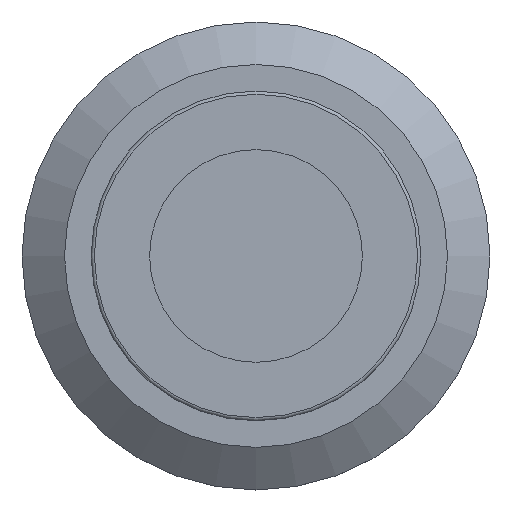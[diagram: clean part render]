
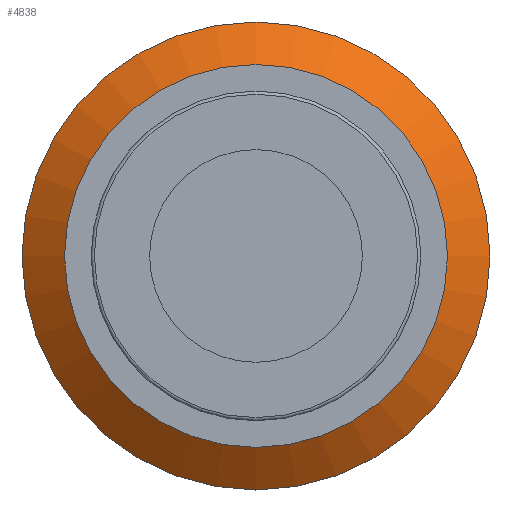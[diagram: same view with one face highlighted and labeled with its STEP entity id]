
A CAD part, top view. The second image highlights one B-rep face of the part: STEP entity #4838.
In plain terms, the highlighted conical face has half-angle 53.13 degrees and reference radius 25.4 mm.
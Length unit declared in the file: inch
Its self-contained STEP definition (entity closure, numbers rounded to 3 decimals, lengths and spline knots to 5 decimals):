
#315=CONICAL_SURFACE('',#5186,1.,0.927);
#556=FACE_OUTER_BOUND('',#810,.T.);
#810=EDGE_LOOP('',(#3396,#3397,#3398,#3399,#3400,#3401));
#1095=LINE('',#6994,#1566);
#1566=VECTOR('',#5663,1.);
#2046=CIRCLE('',#5184,0.43307);
#2047=CIRCLE('',#5185,0.43307);
#2048=CIRCLE('',#5187,0.35433);
#2049=CIRCLE('',#5188,0.35433);
#2195=VERTEX_POINT('',#6987);
#2196=VERTEX_POINT('',#6988);
#2197=VERTEX_POINT('',#6993);
#2198=VERTEX_POINT('',#6995);
#2672=EDGE_CURVE('',#2195,#2196,#2046,.T.);
#2673=EDGE_CURVE('',#2196,#2195,#2047,.T.);
#2675=EDGE_CURVE('',#2196,#2197,#1095,.T.);
#2676=EDGE_CURVE('',#2198,#2197,#2048,.T.);
#2677=EDGE_CURVE('',#2197,#2198,#2049,.T.);
#3396=ORIENTED_EDGE('',*,*,#2672,.T.);
#3397=ORIENTED_EDGE('',*,*,#2675,.T.);
#3398=ORIENTED_EDGE('',*,*,#2676,.F.);
#3399=ORIENTED_EDGE('',*,*,#2677,.F.);
#3400=ORIENTED_EDGE('',*,*,#2675,.F.);
#3401=ORIENTED_EDGE('',*,*,#2673,.T.);
#4838=ADVANCED_FACE('',(#556),#315,.T.);
#5184=AXIS2_PLACEMENT_3D('',#6989,#5656,#5657);
#5185=AXIS2_PLACEMENT_3D('',#6990,#5658,#5659);
#5186=AXIS2_PLACEMENT_3D('',#6992,#5661,#5662);
#5187=AXIS2_PLACEMENT_3D('',#6996,#5664,#5665);
#5188=AXIS2_PLACEMENT_3D('',#6997,#5666,#5667);
#5656=DIRECTION('center_axis',(0.,0.,1.));
#5657=DIRECTION('ref_axis',(0.,-1.,0.));
#5658=DIRECTION('center_axis',(0.,0.,1.));
#5659=DIRECTION('ref_axis',(0.,-1.,0.));
#5661=DIRECTION('center_axis',(0.,0.,-1.));
#5662=DIRECTION('ref_axis',(0.,-1.,0.));
#5663=DIRECTION('',(0.,-0.8,0.6));
#5664=DIRECTION('center_axis',(0.,0.,1.));
#5665=DIRECTION('ref_axis',(0.,-1.,0.));
#5666=DIRECTION('center_axis',(0.,0.,1.));
#5667=DIRECTION('ref_axis',(0.,-1.,0.));
#6987=CARTESIAN_POINT('',(0.,-0.43307,0.01969));
#6988=CARTESIAN_POINT('',(0.,0.43307,0.01969));
#6989=CARTESIAN_POINT('Origin',(0.,0.,0.01969));
#6990=CARTESIAN_POINT('Origin',(0.,0.,0.01969));
#6992=CARTESIAN_POINT('Origin',(0.,0.,-0.40551));
#6993=CARTESIAN_POINT('',(0.,0.35433,0.07874));
#6994=CARTESIAN_POINT('',(0.,1.,-0.40551));
#6995=CARTESIAN_POINT('',(0.,-0.35433,0.07874));
#6996=CARTESIAN_POINT('Origin',(0.,0.,0.07874));
#6997=CARTESIAN_POINT('Origin',(0.,0.,0.07874));
